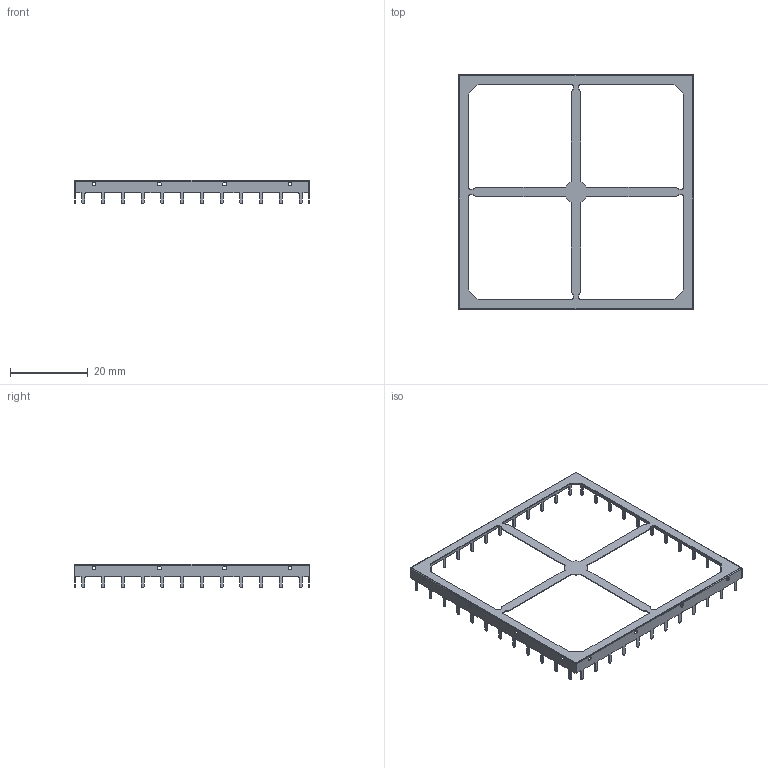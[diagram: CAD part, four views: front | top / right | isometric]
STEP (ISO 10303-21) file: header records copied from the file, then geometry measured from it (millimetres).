
FILE_DESCRIPTION(/* description */ ('Unknown'),/* implementation_level */ '2;1');
FILE_NAME(/* name */ 'H_Wurth_WE-SHC-THT-FRAME_36503605S',/* time_stamp */ '2025-07-03T17:44:32+08:00',/* author */ ('Unknown'),/* organization */ ('Unknown'),/* preprocessor_version */ 'ST-DEVELOPER v19.4',/* originating_system */ 'Solid Edge',/* authorisation */ 'Unknown');
FILE_SCHEMA (('AUTOMOTIVE_DESIGN {1 0 10303 214 3 1 1}'));
Length unit declared in the file: millimetre
Products named in the file (1): H_Wurth_WE-SHC-THT-FRAME_36503605S
Bounding box: 60.4 x 60.4 x 6.1 mm (x, y, z)
Volume: 332.8 mm3; surface area: 3525.3 mm2
Topology: 1 solids, 1 shells, 398 faces, 1164 edges, 768 vertices
Faces by surface type: plane 202, cylinder 196
Full cylindrical faces by diameter (mm): 1 x16
Entity records: 13298 total; most frequent: DIRECTION 2338, CARTESIAN_POINT 2315, ORIENTED_EDGE 2296, EDGE_CURVE 1148, AXIS2_PLACEMENT_3D 791, VERTEX_POINT 768, LINE 756, VECTOR 756
